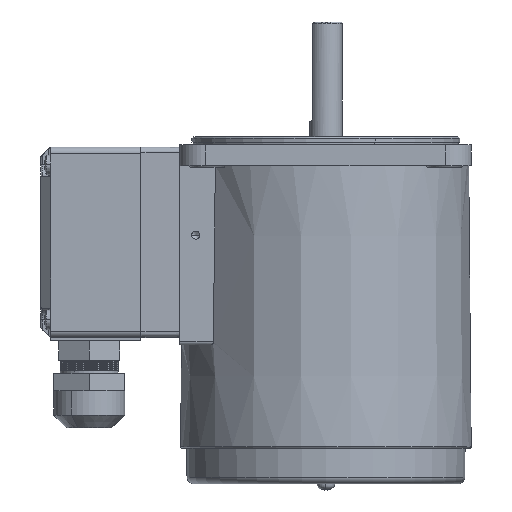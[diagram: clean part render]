
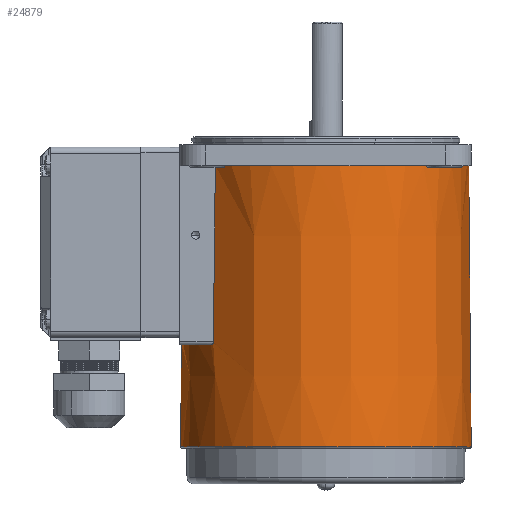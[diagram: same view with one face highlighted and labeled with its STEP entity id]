
A CAD part, left-side view. The second image highlights one B-rep face of the part: STEP entity #24879.
In plain terms, the highlighted conical face has half-angle 0.5 degrees and reference radius 45.1 mm.
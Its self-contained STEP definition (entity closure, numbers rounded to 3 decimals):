
#9372 = DIRECTION ( 'NONE',  ( 0., 0., 1. ) ) ;
#9373 = DIRECTION ( 'NONE',  ( 1., 0., 0. ) ) ;
#9374 = AXIS2_PLACEMENT_3D ( 'NONE', #9381, #9373, #9372 ) ;
#9376 = CIRCLE ( 'NONE', #9374, 45. ) ;
#9381 = CARTESIAN_POINT ( 'NONE',  ( 11.504, 0., 0. ) ) ;
#9383 = CARTESIAN_POINT ( 'NONE',  ( 11.504, 0., 45. ) ) ;
#9501 = CARTESIAN_POINT ( 'NONE',  ( 11.504, 0., -45. ) ) ;
#10254 = CARTESIAN_POINT ( 'NONE',  ( 43., 0., -44.725 ) ) ;
#10256 = CARTESIAN_POINT ( 'NONE',  ( 98.5, 0., 44.24 ) ) ;
#10264 = CARTESIAN_POINT ( 'NONE',  ( 98.5, 28., -34.252 ) ) ;
#10265 = CARTESIAN_POINT ( 'NONE',  ( 84.629, 28., -34.409 ) ) ;
#10266 = CARTESIAN_POINT ( 'NONE',  ( 70.757, 28., -34.564 ) ) ;
#10267 = CARTESIAN_POINT ( 'NONE',  ( 56.886, 28., -34.72 ) ) ;
#10268 = CARTESIAN_POINT ( 'NONE',  ( 52.591, 28., -34.768 ) ) ;
#10269 = CARTESIAN_POINT ( 'NONE',  ( 48.295, 28., -34.816 ) ) ;
#10270 = CARTESIAN_POINT ( 'NONE',  ( 44., 28., -34.864 ) ) ;
#10272 = B_SPLINE_CURVE_WITH_KNOTS ( 'NONE', 3,
 ( #10270, #10269, #10268, #10267, #10266, #10265, #10264 ),
 .UNSPECIFIED., .F., .F.,
 ( 4, 3, 4 ),
 ( 0.076, 0.088, 0.13 ),
 .UNSPECIFIED. ) ;
#10275 = CARTESIAN_POINT ( 'NONE',  ( 43., 27., -35.655 ) ) ;
#10276 = CARTESIAN_POINT ( 'NONE',  ( 98.5, 28., -34.252 ) ) ;
#10290 = CARTESIAN_POINT ( 'NONE',  ( 43., 27., -35.655 ) ) ;
#10291 = CARTESIAN_POINT ( 'NONE',  ( 43., 27.239, -35.474 ) ) ;
#10292 = CARTESIAN_POINT ( 'NONE',  ( 43.083, 27.475, -35.291 ) ) ;
#10293 = CARTESIAN_POINT ( 'NONE',  ( 43.297, 27.714, -35.1 ) ) ;
#10294 = CARTESIAN_POINT ( 'NONE',  ( 43.345, 27.758, -35.064 ) ) ;
#10295 = CARTESIAN_POINT ( 'NONE',  ( 43.452, 27.839, -34.999 ) ) ;
#10296 = CARTESIAN_POINT ( 'NONE',  ( 43.511, 27.875, -34.97 ) ) ;
#10297 = CARTESIAN_POINT ( 'NONE',  ( 43.702, 27.965, -34.896 ) ) ;
#10298 = CARTESIAN_POINT ( 'NONE',  ( 43.849, 28., -34.866 ) ) ;
#10299 = CARTESIAN_POINT ( 'NONE',  ( 44., 28., -34.864 ) ) ;
#10305 = B_SPLINE_CURVE_WITH_KNOTS ( 'NONE', 3,
 ( #10299, #10298, #10297, #10296, #10295, #10294, #10293, #10292, #10291, #10290 ),
 .UNSPECIFIED., .F., .F.,
 ( 4, 2, 2, 2, 4 ),
 ( 0., 0., 0.001, 0.001, 0.002 ),
 .UNSPECIFIED. ) ;
#10322 = AXIS2_PLACEMENT_3D ( 'NONE', #10380, #10375, #10374 ) ;
#10323 = CIRCLE ( 'NONE', #10322, 44.725 ) ;
#10336 = DIRECTION ( 'NONE',  ( -1., 0., -0.009 ) ) ;
#10337 = VECTOR ( 'NONE', #10336, 1000. ) ;
#10338 = CARTESIAN_POINT ( 'NONE',  ( 0., 0., -45.1 ) ) ;
#10339 = LINE ( 'NONE', #10338, #10337 ) ;
#10344 = DIRECTION ( 'NONE',  ( -1., 0., 0.009 ) ) ;
#10345 = VECTOR ( 'NONE', #10344, 1000. ) ;
#10346 = CARTESIAN_POINT ( 'NONE',  ( 0., 0., 45.1 ) ) ;
#10350 = LINE ( 'NONE', #10346, #10345 ) ;
#10353 = DIRECTION ( 'NONE',  ( 0., 0., -1. ) ) ;
#10354 = DIRECTION ( 'NONE',  ( 1., 0., 0. ) ) ;
#10355 = AXIS2_PLACEMENT_3D ( 'NONE', #10362, #10354, #10353 ) ;
#10361 = DIRECTION ( 'NONE',  ( 0., 0., -1. ) ) ;
#10362 = CARTESIAN_POINT ( 'NONE',  ( 98.5, 0., 0. ) ) ;
#10364 = DIRECTION ( 'NONE',  ( -1., 0., 0. ) ) ;
#10365 = CARTESIAN_POINT ( 'NONE',  ( 0., 0., 0. ) ) ;
#10367 = CONICAL_SURFACE ( 'NONE', #10368, 45.1, 0.009 ) ;
#10368 = AXIS2_PLACEMENT_3D ( 'NONE', #10365, #10364, #10361 ) ;
#10374 = DIRECTION ( 'NONE',  ( 0., 0., 1. ) ) ;
#10375 = DIRECTION ( 'NONE',  ( 1., 0., 0. ) ) ;
#10376 = CIRCLE ( 'NONE', #10355, 44.24 ) ;
#10378 = FACE_OUTER_BOUND ( 'NONE', #24885, .T. ) ;
#10380 = CARTESIAN_POINT ( 'NONE',  ( 43., 0., 0. ) ) ;
#10410 = CARTESIAN_POINT ( 'NONE',  ( 44., 28., -34.864 ) ) ;
#24362 = EDGE_CURVE ( 'NONE', #24427, #24379, #9376, .T. ) ;
#24379 = VERTEX_POINT ( 'NONE', #9383 ) ;
#24427 = VERTEX_POINT ( 'NONE', #9501 ) ;
#24802 = VERTEX_POINT ( 'NONE', #10256 ) ;
#24807 = VERTEX_POINT ( 'NONE', #10254 ) ;
#24823 = VERTEX_POINT ( 'NONE', #10276 ) ;
#24824 = VERTEX_POINT ( 'NONE', #10275 ) ;
#24825 = EDGE_CURVE ( 'NONE', #24891, #24823, #10272, .T. ) ;
#24827 = ORIENTED_EDGE ( 'NONE', *, *, #24856, .T. ) ;
#24835 = ORIENTED_EDGE ( 'NONE', *, *, #24872, .F. ) ;
#24836 = ORIENTED_EDGE ( 'NONE', *, *, #24825, .F. ) ;
#24837 = EDGE_CURVE ( 'NONE', #24891, #24824, #10305, .T. ) ;
#24838 = ORIENTED_EDGE ( 'NONE', *, *, #24837, .T. ) ;
#24850 = EDGE_CURVE ( 'NONE', #24802, #24379, #10350, .T. ) ;
#24856 = EDGE_CURVE ( 'NONE', #24807, #24427, #10339, .T. ) ;
#24872 = EDGE_CURVE ( 'NONE', #24807, #24824, #10323, .T. ) ;
#24874 = ORIENTED_EDGE ( 'NONE', *, *, #24362, .T. ) ;
#24878 = ORIENTED_EDGE ( 'NONE', *, *, #24880, .F. ) ;
#24879 = ADVANCED_FACE ( 'NONE', ( #10378 ), #10367, .T. ) ;
#24880 = EDGE_CURVE ( 'NONE', #24823, #24802, #10376, .T. ) ;
#24881 = ORIENTED_EDGE ( 'NONE', *, *, #24850, .F. ) ;
#24885 = EDGE_LOOP ( 'NONE', ( #24881, #24878, #24836, #24838, #24835, #24827, #24874 ) ) ;
#24891 = VERTEX_POINT ( 'NONE', #10410 ) ;
